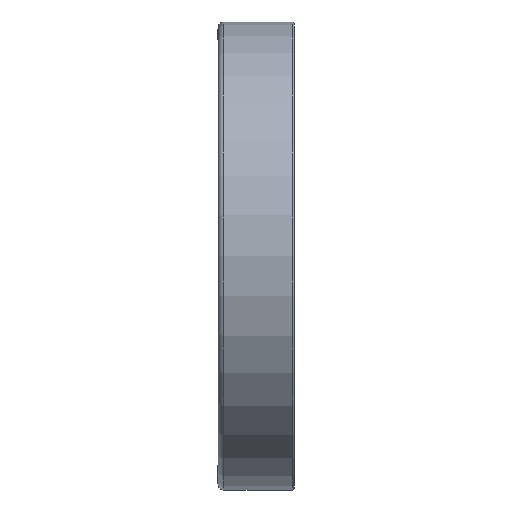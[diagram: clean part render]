
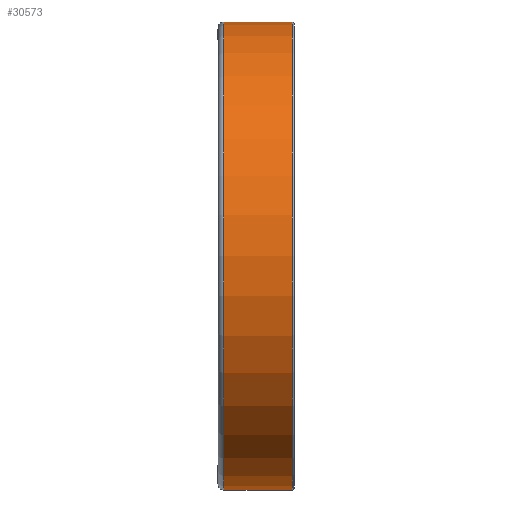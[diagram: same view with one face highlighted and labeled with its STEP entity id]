
A CAD part, top view. The second image highlights one B-rep face of the part: STEP entity #30573.
In plain terms, the highlighted cylindrical face has radius 40 mm (diameter 80 mm), a partial arc.
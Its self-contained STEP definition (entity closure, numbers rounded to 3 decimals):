
#20834=DIRECTION('',(-1.,0.,0.));
#20835=VECTOR('',#20834,11.7);
#20836=CARTESIAN_POINT('',(6.2,40.,0.));
#20837=LINE('',#20836,#20835);
#20841=DIRECTION('',(-1.,0.,0.));
#20842=VECTOR('',#20841,11.7);
#20843=CARTESIAN_POINT('',(6.2,-40.,0.));
#20844=LINE('',#20843,#20842);
#20856=CARTESIAN_POINT('',(6.2,0.,0.));
#20857=DIRECTION('',(1.,0.,0.));
#20858=DIRECTION('',(0.,1.,0.));
#20859=AXIS2_PLACEMENT_3D('',#20856,#20857,#20858);
#20864=CARTESIAN_POINT('',(-5.5,0.,0.));
#20865=DIRECTION('',(1.,0.,0.));
#20866=DIRECTION('',(0.,1.,0.));
#20867=AXIS2_PLACEMENT_3D('',#20864,#20865,#20866);
#27667=CARTESIAN_POINT('',(6.2,40.,0.));
#27668=CARTESIAN_POINT('',(-5.5,40.,0.));
#27669=VERTEX_POINT('',#27667);
#27670=VERTEX_POINT('',#27668);
#27679=CARTESIAN_POINT('',(6.2,-40.,0.));
#27680=CARTESIAN_POINT('',(-5.5,-40.,0.));
#27681=VERTEX_POINT('',#27679);
#27682=VERTEX_POINT('',#27680);
#30561=CARTESIAN_POINT('',(-7.15,0.,0.));
#30562=DIRECTION('',(1.,0.,0.));
#30563=DIRECTION('',(0.,-1.,0.));
#30564=AXIS2_PLACEMENT_3D('',#30561,#30562,#30563);
#30565=CYLINDRICAL_SURFACE('',#30564,40.);
#30566=ORIENTED_EDGE('',*,*,#30551,.F.);
#30567=ORIENTED_EDGE('',*,*,#30528,.T.);
#30568=ORIENTED_EDGE('',*,*,#30555,.T.);
#30570=ORIENTED_EDGE('',*,*,#30569,.F.);
#30571=EDGE_LOOP('',(#30566,#30567,#30568,#30570));
#30572=FACE_OUTER_BOUND('',#30571,.F.);
#20860=CIRCLE('',#20859,40.);
#20868=CIRCLE('',#20867,40.);
#30528=EDGE_CURVE('',#27669,#27681,#20860,.T.);
#30551=EDGE_CURVE('',#27669,#27670,#20837,.T.);
#30555=EDGE_CURVE('',#27681,#27682,#20844,.T.);
#30569=EDGE_CURVE('',#27670,#27682,#20868,.T.);
#30573=ADVANCED_FACE('',(#30572),#30565,.T.);
